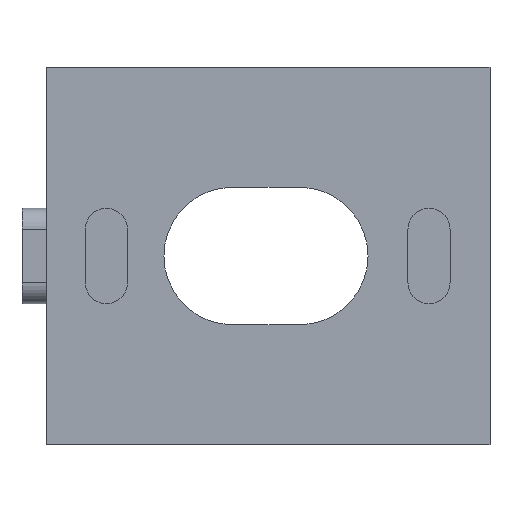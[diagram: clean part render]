
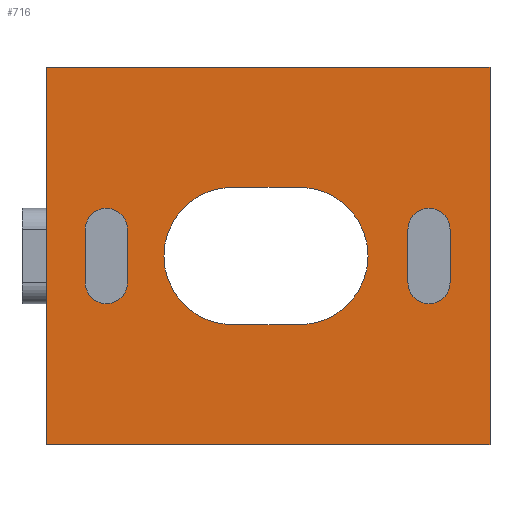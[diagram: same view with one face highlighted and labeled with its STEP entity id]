
A CAD part, front view. The second image highlights one B-rep face of the part: STEP entity #716.
In plain terms, the highlighted planar face has unit normal (0, -1, 0).
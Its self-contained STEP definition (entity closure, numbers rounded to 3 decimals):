
#17=FACE_BOUND('',#129,.T.);
#18=FACE_BOUND('',#130,.T.);
#19=FACE_BOUND('',#131,.T.);
#46=PLANE('',#794);
#86=FACE_OUTER_BOUND('',#128,.T.);
#128=EDGE_LOOP('',(#620,#621,#622,#623));
#129=EDGE_LOOP('',(#624,#625,#626,#627));
#130=EDGE_LOOP('',(#628,#629,#630,#631));
#131=EDGE_LOOP('',(#632,#633,#634,#635));
#141=LINE('',#1015,#215);
#146=LINE('',#1028,#220);
#149=LINE('',#1040,#223);
#154=LINE('',#1053,#228);
#157=LINE('',#1061,#231);
#161=LINE('',#1073,#235);
#203=LINE('',#1187,#277);
#206=LINE('',#1193,#280);
#207=LINE('',#1195,#281);
#208=LINE('',#1196,#282);
#215=VECTOR('',#811,10.);
#220=VECTOR('',#826,10.);
#223=VECTOR('',#837,10.);
#228=VECTOR('',#852,10.);
#231=VECTOR('',#857,10.);
#235=VECTOR('',#869,10.);
#277=VECTOR('',#983,10.);
#280=VECTOR('',#988,10.);
#281=VECTOR('',#989,10.);
#282=VECTOR('',#990,10.);
#287=CIRCLE('',#736,0.95);
#290=CIRCLE('',#742,0.95);
#291=CIRCLE('',#745,0.95);
#294=CIRCLE('',#751,0.95);
#296=CIRCLE('',#756,3.1);
#298=CIRCLE('',#760,3.1);
#311=VERTEX_POINT('',#1005);
#312=VERTEX_POINT('',#1006);
#315=VERTEX_POINT('',#1014);
#318=VERTEX_POINT('',#1024);
#319=VERTEX_POINT('',#1030);
#320=VERTEX_POINT('',#1031);
#323=VERTEX_POINT('',#1039);
#326=VERTEX_POINT('',#1049);
#329=VERTEX_POINT('',#1058);
#330=VERTEX_POINT('',#1060);
#332=VERTEX_POINT('',#1066);
#334=VERTEX_POINT('',#1072);
#369=VERTEX_POINT('',#1184);
#370=VERTEX_POINT('',#1186);
#372=VERTEX_POINT('',#1192);
#373=VERTEX_POINT('',#1194);
#375=EDGE_CURVE('',#311,#312,#287,.T.);
#379=EDGE_CURVE('',#315,#311,#141,.T.);
#384=EDGE_CURVE('',#318,#315,#290,.T.);
#386=EDGE_CURVE('',#312,#318,#146,.T.);
#387=EDGE_CURVE('',#319,#320,#291,.T.);
#391=EDGE_CURVE('',#323,#319,#149,.T.);
#396=EDGE_CURVE('',#326,#323,#294,.T.);
#398=EDGE_CURVE('',#320,#326,#154,.T.);
#401=EDGE_CURVE('',#330,#329,#157,.T.);
#404=EDGE_CURVE('',#332,#330,#296,.T.);
#407=EDGE_CURVE('',#334,#332,#161,.T.);
#410=EDGE_CURVE('',#329,#334,#298,.T.);
#463=EDGE_CURVE('',#369,#370,#203,.T.);
#466=EDGE_CURVE('',#372,#369,#206,.T.);
#467=EDGE_CURVE('',#373,#372,#207,.T.);
#468=EDGE_CURVE('',#370,#373,#208,.T.);
#620=ORIENTED_EDGE('',*,*,#466,.F.);
#621=ORIENTED_EDGE('',*,*,#467,.F.);
#622=ORIENTED_EDGE('',*,*,#468,.F.);
#623=ORIENTED_EDGE('',*,*,#463,.F.);
#624=ORIENTED_EDGE('',*,*,#379,.T.);
#625=ORIENTED_EDGE('',*,*,#375,.T.);
#626=ORIENTED_EDGE('',*,*,#386,.T.);
#627=ORIENTED_EDGE('',*,*,#384,.T.);
#628=ORIENTED_EDGE('',*,*,#391,.T.);
#629=ORIENTED_EDGE('',*,*,#387,.T.);
#630=ORIENTED_EDGE('',*,*,#398,.T.);
#631=ORIENTED_EDGE('',*,*,#396,.T.);
#632=ORIENTED_EDGE('',*,*,#407,.T.);
#633=ORIENTED_EDGE('',*,*,#404,.T.);
#634=ORIENTED_EDGE('',*,*,#401,.T.);
#635=ORIENTED_EDGE('',*,*,#410,.T.);
#716=ADVANCED_FACE('',(#86,#17,#18,#19),#46,.T.);
#736=AXIS2_PLACEMENT_3D('',#1007,#803,#804);
#742=AXIS2_PLACEMENT_3D('',#1025,#821,#822);
#745=AXIS2_PLACEMENT_3D('',#1032,#829,#830);
#751=AXIS2_PLACEMENT_3D('',#1050,#847,#848);
#756=AXIS2_PLACEMENT_3D('',#1067,#863,#864);
#760=AXIS2_PLACEMENT_3D('',#1077,#875,#876);
#794=AXIS2_PLACEMENT_3D('',#1191,#986,#987);
#803=DIRECTION('center_axis',(0.,1.,0.));
#804=DIRECTION('ref_axis',(1.,0.,0.));
#811=DIRECTION('',(0.,0.,-1.));
#821=DIRECTION('center_axis',(0.,1.,0.));
#822=DIRECTION('ref_axis',(-1.,0.,0.));
#826=DIRECTION('',(0.,0.,1.));
#829=DIRECTION('center_axis',(0.,1.,0.));
#830=DIRECTION('ref_axis',(1.,0.,0.));
#837=DIRECTION('',(0.,0.,-1.));
#847=DIRECTION('center_axis',(0.,1.,0.));
#848=DIRECTION('ref_axis',(-1.,0.,0.));
#852=DIRECTION('',(0.,0.,1.));
#857=DIRECTION('',(-1.,0.,0.));
#863=DIRECTION('center_axis',(0.,1.,0.));
#864=DIRECTION('ref_axis',(0.,0.,1.));
#869=DIRECTION('',(1.,0.,0.));
#875=DIRECTION('center_axis',(0.,1.,0.));
#876=DIRECTION('ref_axis',(0.,0.,-1.));
#983=DIRECTION('',(-1.,0.,0.));
#986=DIRECTION('center_axis',(0.,-1.,0.));
#987=DIRECTION('ref_axis',(1.,0.,0.));
#988=DIRECTION('',(0.,0.,-1.));
#989=DIRECTION('',(1.,0.,0.));
#990=DIRECTION('',(0.,0.,1.));
#1005=CARTESIAN_POINT('',(3.65,0.,-1.2));
#1006=CARTESIAN_POINT('',(1.75,0.,-1.2));
#1007=CARTESIAN_POINT('Origin',(2.7,0.,-1.2));
#1014=CARTESIAN_POINT('',(3.65,0.,1.2));
#1015=CARTESIAN_POINT('',(3.65,0.,0.6));
#1024=CARTESIAN_POINT('',(1.75,0.,1.2));
#1025=CARTESIAN_POINT('Origin',(2.7,0.,1.2));
#1028=CARTESIAN_POINT('',(1.75,0.,-0.6));
#1030=CARTESIAN_POINT('',(18.2,0.,-1.2));
#1031=CARTESIAN_POINT('',(16.3,0.,-1.2));
#1032=CARTESIAN_POINT('Origin',(17.25,0.,-1.2));
#1039=CARTESIAN_POINT('',(18.2,0.,1.2));
#1040=CARTESIAN_POINT('',(18.2,0.,0.6));
#1049=CARTESIAN_POINT('',(16.3,0.,1.2));
#1050=CARTESIAN_POINT('Origin',(17.25,0.,1.2));
#1053=CARTESIAN_POINT('',(16.3,0.,-0.6));
#1058=CARTESIAN_POINT('',(8.4,0.,-3.1));
#1060=CARTESIAN_POINT('',(11.4,0.,-3.1));
#1061=CARTESIAN_POINT('',(4.2,0.,-3.1));
#1066=CARTESIAN_POINT('',(11.4,0.,3.1));
#1067=CARTESIAN_POINT('Origin',(11.4,0.,0.));
#1072=CARTESIAN_POINT('',(8.4,0.,3.1));
#1073=CARTESIAN_POINT('',(5.7,0.,3.1));
#1077=CARTESIAN_POINT('Origin',(8.4,0.,0.));
#1184=CARTESIAN_POINT('',(20.,0.,-8.5));
#1186=CARTESIAN_POINT('',(0.,0.,-8.5));
#1187=CARTESIAN_POINT('',(20.,0.,-8.5));
#1191=CARTESIAN_POINT('Origin',(0.,0.,0.));
#1192=CARTESIAN_POINT('',(20.,0.,8.5));
#1193=CARTESIAN_POINT('',(20.,0.,0.));
#1194=CARTESIAN_POINT('',(0.,0.,8.5));
#1195=CARTESIAN_POINT('',(20.,0.,8.5));
#1196=CARTESIAN_POINT('',(0.,0.,0.));
